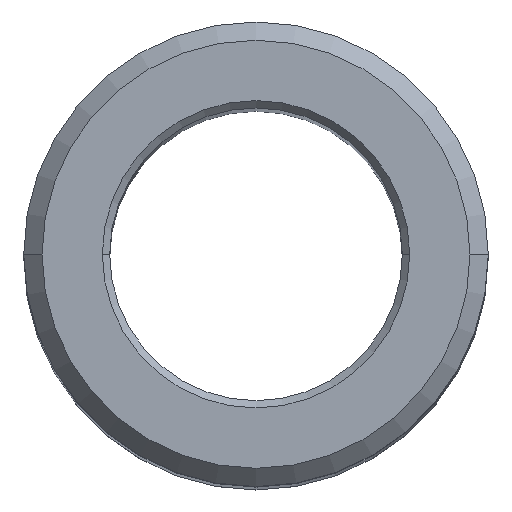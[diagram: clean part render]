
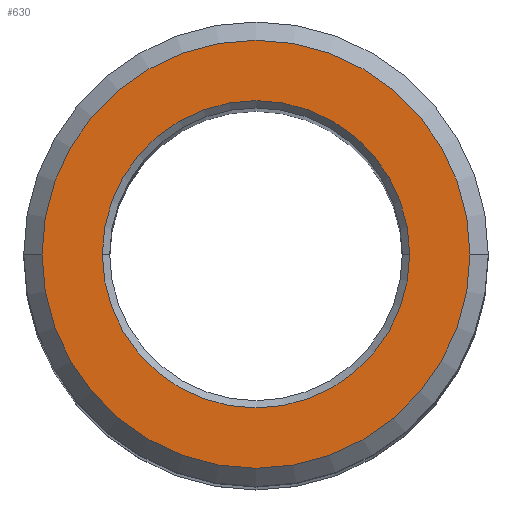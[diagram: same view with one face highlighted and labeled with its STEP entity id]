
A CAD part, top view. The second image highlights one B-rep face of the part: STEP entity #630.
In plain terms, the highlighted planar face has unit normal (0, 0, 1).
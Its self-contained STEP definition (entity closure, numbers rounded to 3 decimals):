
#26 = AXIS2_PLACEMENT_3D ( 'NONE', #557, #363, #1045 ) ;
#35 = EDGE_LOOP ( 'NONE', ( #615, #714 ) ) ;
#109 = FACE_BOUND ( 'NONE', #945, .T. ) ;
#205 = VERTEX_POINT ( 'NONE', #786 ) ;
#219 = ORIENTED_EDGE ( 'NONE', *, *, #272, .T. ) ;
#221 = DIRECTION ( 'NONE',  ( 0., 0., 1. ) ) ;
#272 = EDGE_CURVE ( 'NONE', #534, #205, #1064, .T. ) ;
#296 = CARTESIAN_POINT ( 'NONE',  ( -5.85, 0., 0. ) ) ;
#320 = AXIS2_PLACEMENT_3D ( 'NONE', #1108, #221, #979 ) ;
#354 = PLANE ( 'NONE',  #717 ) ;
#355 = AXIS2_PLACEMENT_3D ( 'NONE', #803, #1057, #838 ) ;
#363 = DIRECTION ( 'NONE',  ( 0., 0., -1. ) ) ;
#370 = AXIS2_PLACEMENT_3D ( 'NONE', #538, #1099, #1074 ) ;
#450 = FACE_OUTER_BOUND ( 'NONE', #35, .T. ) ;
#515 = EDGE_CURVE ( 'NONE', #743, #1103, #585, .T. ) ;
#534 = VERTEX_POINT ( 'NONE', #830 ) ;
#538 = CARTESIAN_POINT ( 'NONE',  ( 0., 0., 0. ) ) ;
#557 = CARTESIAN_POINT ( 'NONE',  ( 0., 0., 0. ) ) ;
#585 = CIRCLE ( 'NONE', #320, 5.85 ) ;
#615 = ORIENTED_EDGE ( 'NONE', *, *, #1092, .T. ) ;
#630 = ADVANCED_FACE ( 'NONE', ( #109, #450 ), #354, .T. ) ;
#664 = CIRCLE ( 'NONE', #355, 4.2 ) ;
#690 = CIRCLE ( 'NONE', #370, 5.85 ) ;
#714 = ORIENTED_EDGE ( 'NONE', *, *, #515, .T. ) ;
#717 = AXIS2_PLACEMENT_3D ( 'NONE', #759, #748, #902 ) ;
#743 = VERTEX_POINT ( 'NONE', #973 ) ;
#748 = DIRECTION ( 'NONE',  ( 0., 0., 1. ) ) ;
#759 = CARTESIAN_POINT ( 'NONE',  ( 0., 0., 0. ) ) ;
#786 = CARTESIAN_POINT ( 'NONE',  ( -4.2, 0., 0. ) ) ;
#803 = CARTESIAN_POINT ( 'NONE',  ( 0., 0., 0. ) ) ;
#830 = CARTESIAN_POINT ( 'NONE',  ( 4.2, 0., 0. ) ) ;
#838 = DIRECTION ( 'NONE',  ( 1., 0., 0. ) ) ;
#902 = DIRECTION ( 'NONE',  ( 1., 0., 0. ) ) ;
#945 = EDGE_LOOP ( 'NONE', ( #219, #1051 ) ) ;
#973 = CARTESIAN_POINT ( 'NONE',  ( 5.85, 0., 0. ) ) ;
#979 = DIRECTION ( 'NONE',  ( 1., 0., 0. ) ) ;
#1045 = DIRECTION ( 'NONE',  ( 1., 0., 0. ) ) ;
#1051 = ORIENTED_EDGE ( 'NONE', *, *, #1056, .T. ) ;
#1056 = EDGE_CURVE ( 'NONE', #205, #534, #664, .T. ) ;
#1057 = DIRECTION ( 'NONE',  ( 0., 0., -1. ) ) ;
#1064 = CIRCLE ( 'NONE', #26, 4.2 ) ;
#1074 = DIRECTION ( 'NONE',  ( 1., 0., 0. ) ) ;
#1092 = EDGE_CURVE ( 'NONE', #1103, #743, #690, .T. ) ;
#1099 = DIRECTION ( 'NONE',  ( 0., 0., 1. ) ) ;
#1103 = VERTEX_POINT ( 'NONE', #296 ) ;
#1108 = CARTESIAN_POINT ( 'NONE',  ( 0., 0., 0. ) ) ;
